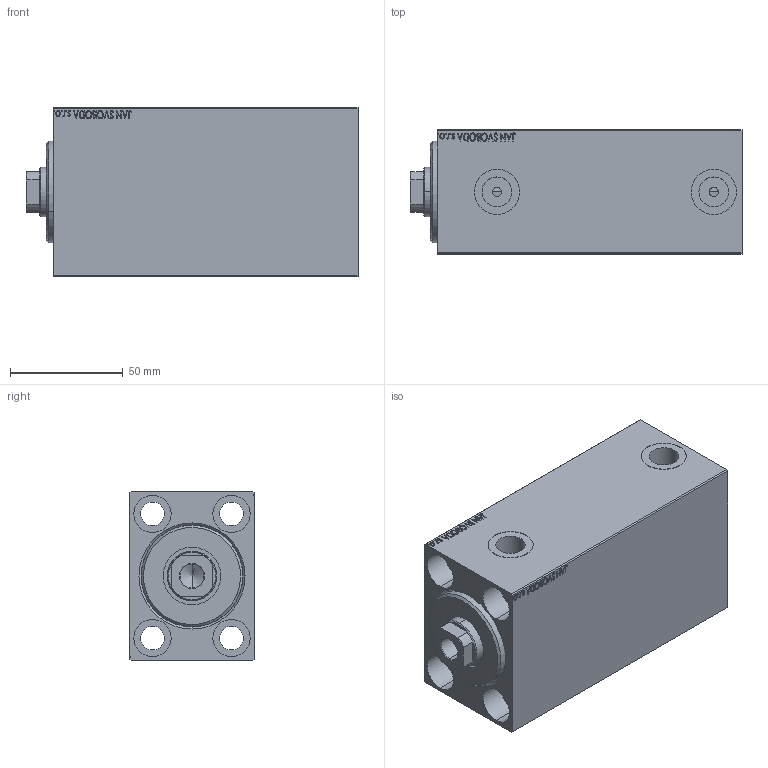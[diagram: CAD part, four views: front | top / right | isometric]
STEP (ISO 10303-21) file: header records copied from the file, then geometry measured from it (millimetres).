
FILE_DESCRIPTION (( 'STEP AP203' ), '1' );
FILE_NAME ('d466.STEP', '2021-03-19T01:52:35', ( '' ), ( '' ), 'SwSTEP 2.0', 'SolidWorks 2019', '' );
FILE_SCHEMA (( 'CONFIG_CONTROL_DESIGN' ));
Length unit declared in the file: millimetre
Products named in the file (4): V450CM_C 2337a9c28b98f11f2d0369200f42ed1b; V450CM_C_VCP 2337a9c28b98f11f2d0369200f42ed1b; V450CM_VC_B 2337a9c28b98f11f2d0369200f42ed1b; d466
Assembly tree (3 placements, depth 2):
  d466
    V450CM_C 2337a9c28b98f11f2d0369200f42ed1b
    V450CM_C_VCP 2337a9c28b98f11f2d0369200f42ed1b
    V450CM_VC_B 2337a9c28b98f11f2d0369200f42ed1b
Bounding box: 147 x 55 x 75 mm (x, y, z)
Volume: 466865.2 mm3; surface area: 95905.7 mm2
Topology: 3 solids, 3 shells, 862 faces, 2213 edges, 1467 vertices
Faces by surface type: plane 408, bspline 380, cylinder 60, cone 14
Entity records: 44045 total; most frequent: CARTESIAN_POINT 25158, ORIENTED_EDGE 4422, DIRECTION 2545, EDGE_CURVE 2211, VERTEX_POINT 1467, VECTOR 1305, LINE 1305, EDGE_LOOP 988
